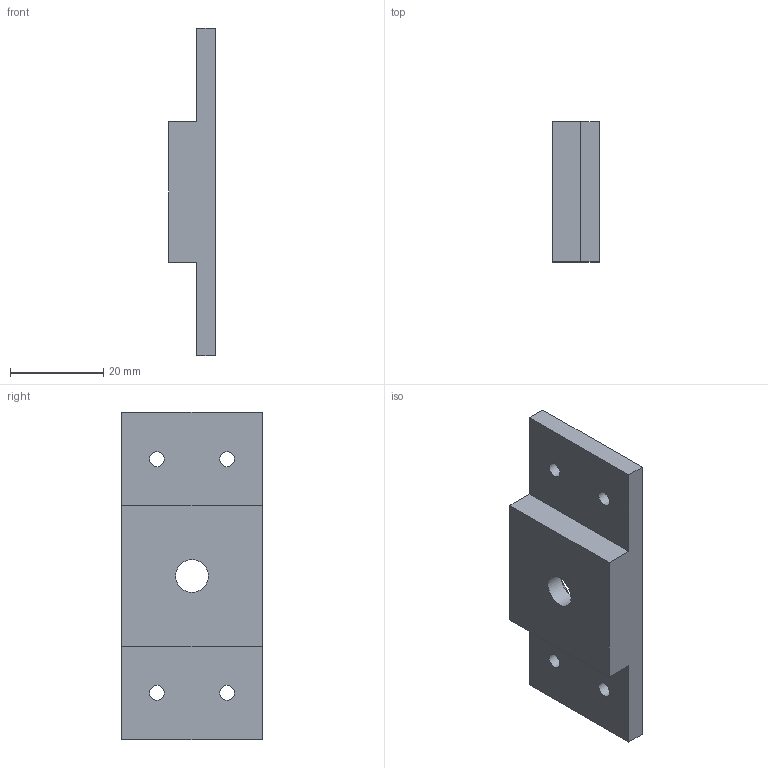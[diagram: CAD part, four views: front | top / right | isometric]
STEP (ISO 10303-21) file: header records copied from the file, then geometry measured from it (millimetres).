
FILE_DESCRIPTION(/* description */ (''),/* implementation_level */ '2;1');
FILE_NAME(/* name */ 'Prototype_finale_bearing_support v1.step',/* time_stamp */ '2025-06-16T07:33:13+02:00',/* author */ (''),/* organization */ (''),/* preprocessor_version */ 'ST-DEVELOPER v20.1',/* originating_system */ 'Autodesk Translation Framework v14.10.0.0',/* authorisation */ '');
FILE_SCHEMA (('AUTOMOTIVE_DESIGN { 1 0 10303 214 3 1 1 }'));
Length unit declared in the file: millimetre
Products named in the file (1): Prototype_finale_bearing_support
Bounding box: 10 x 30 x 70 mm (x, y, z)
Volume: 11651.2 mm3; surface area: 6124 mm2
Topology: 1 solids, 1 shells, 18 faces, 44 edges, 29 vertices
Faces by surface type: plane 11, cylinder 6, cone 1
Full cylindrical faces by diameter (mm): 3.2 x4, 7 x1, 19.2 x1
Entity records: 593 total; most frequent: DIRECTION 95, CARTESIAN_POINT 92, ORIENTED_EDGE 88, EDGE_CURVE 44, AXIS2_PLACEMENT_3D 32, LINE 31, VECTOR 31, EDGE_LOOP 29
